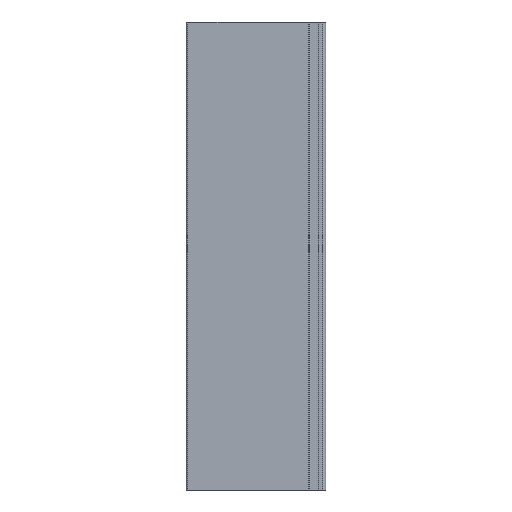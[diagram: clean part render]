
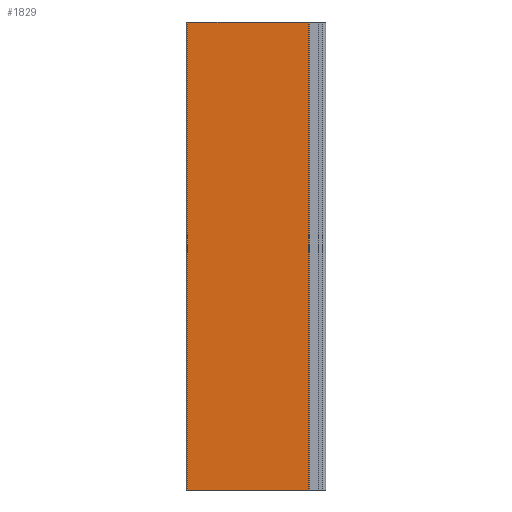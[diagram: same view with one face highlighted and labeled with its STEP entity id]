
A CAD part, left-side view. The second image highlights one B-rep face of the part: STEP entity #1829.
In plain terms, the highlighted planar face has unit normal (-1, 0, 0).
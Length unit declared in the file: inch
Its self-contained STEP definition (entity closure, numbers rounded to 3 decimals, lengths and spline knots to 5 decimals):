
#361=CARTESIAN_POINT('',(16.26492,22.25418,-9.0));
#362=VERTEX_POINT('',#361);
#370=CARTESIAN_POINT('',(16.26492,26.90785,-9.0));
#371=VERTEX_POINT('',#370);
#372=CARTESIAN_POINT('',(16.26492,26.90785,-9.0));
#373=DIRECTION('',(0.0,-1.0,0.0));
#374=VECTOR('',#373,4.65367);
#375=LINE('',#372,#374);
#376=EDGE_CURVE('',#371,#362,#375,.T.);
#1786=CARTESIAN_POINT('',(16.26492,22.25418,9.0));
#1787=VERTEX_POINT('',#1786);
#1795=CARTESIAN_POINT('',(16.26492,22.25418,-9.0));
#1796=DIRECTION('',(0.0,0.0,1.0));
#1797=VECTOR('',#1796,18.0);
#1798=LINE('',#1795,#1797);
#1799=EDGE_CURVE('',#362,#1787,#1798,.T.);
#1806=CARTESIAN_POINT('',(16.26492,22.25418,0.0));
#1807=DIRECTION('',(-1.0,0.0,0.0));
#1808=DIRECTION('',(0.0,0.0,1.0));
#1809=AXIS2_PLACEMENT_3D('',#1806,#1807,#1808);
#1810=PLANE('',#1809);
#1811=CARTESIAN_POINT('',(16.26492,26.90785,9.0));
#1812=VERTEX_POINT('',#1811);
#1813=CARTESIAN_POINT('',(16.26492,22.25418,9.0));
#1814=DIRECTION('',(0.0,1.0,0.0));
#1815=VECTOR('',#1814,4.65367);
#1816=LINE('',#1813,#1815);
#1817=EDGE_CURVE('',#1787,#1812,#1816,.T.);
#1818=ORIENTED_EDGE('',*,*,#1817,.T.);
#1819=CARTESIAN_POINT('',(16.26492,26.90785,-9.0));
#1820=DIRECTION('',(0.0,0.0,1.0));
#1821=VECTOR('',#1820,18.0);
#1822=LINE('',#1819,#1821);
#1823=EDGE_CURVE('',#371,#1812,#1822,.T.);
#1824=ORIENTED_EDGE('',*,*,#1823,.F.);
#1825=ORIENTED_EDGE('',*,*,#376,.T.);
#1826=ORIENTED_EDGE('',*,*,#1799,.T.);
#1827=EDGE_LOOP('',(#1818,#1824,#1825,#1826));
#1828=FACE_OUTER_BOUND('',#1827,.T.);
#1829=ADVANCED_FACE('',(#1828),#1810,.T.);
